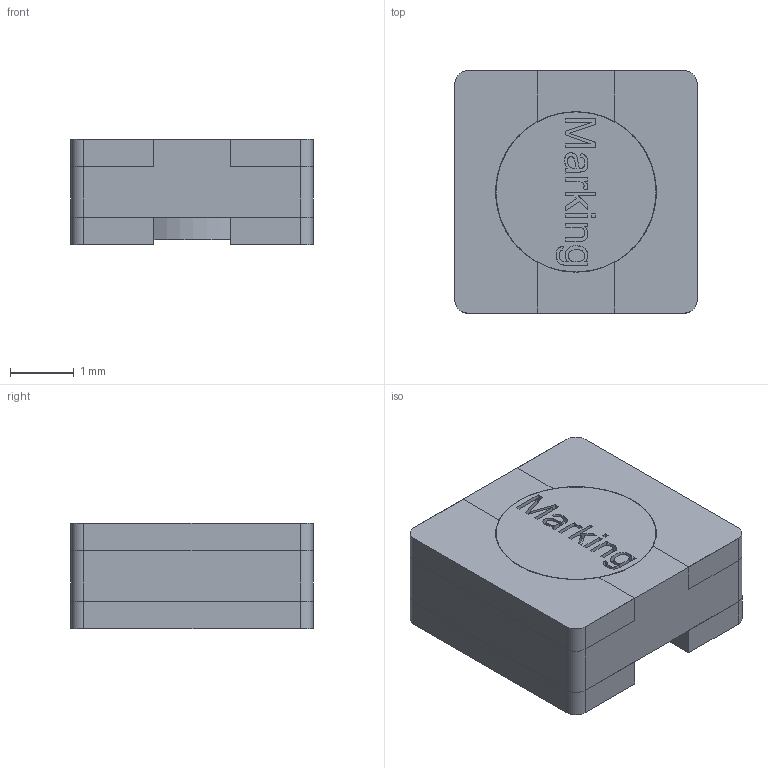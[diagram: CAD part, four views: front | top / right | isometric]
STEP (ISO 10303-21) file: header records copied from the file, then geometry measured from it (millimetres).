
FILE_DESCRIPTION( ( 'Unknown' ), '1' );
FILE_NAME( '744031470.stp', 'Unknown', ( 'Unknown' ), ( 'Unknown' ), 'XStep 1.0', 'Unknown', ' ' );
FILE_SCHEMA( ( 'automotive_design' ) );
Length unit declared in the file: millimetre
Products named in the file (7): Assem1; 744031470; Lötstreifen
Bounding box: 3.8 x 3.8 x 1.65 mm (x, y, z)
Surface area: 236.4 mm2
Topology: 12 solids, 12 shells, 266 faces, 642 edges, 424 vertices
Faces by surface type: plane 176, cylinder 38, extrusion 32, bspline 14, torus 6
Full cylindrical faces by diameter (mm): 0.1 x4, 1.6 x2, 2.51 x2, 2.52 x2
Entity records: 6757 total; most frequent: CARTESIAN_POINT 2944, ORIENTED_EDGE 604, DIRECTION 463, EDGE_CURVE 302, VERTEX_POINT 209, EDGE_LOOP 163, AXIS2_PLACEMENT_3D 159, FACE_OUTER_BOUND 149
